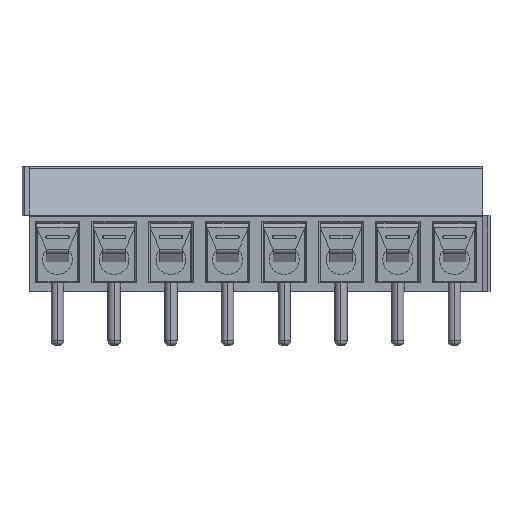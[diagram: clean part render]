
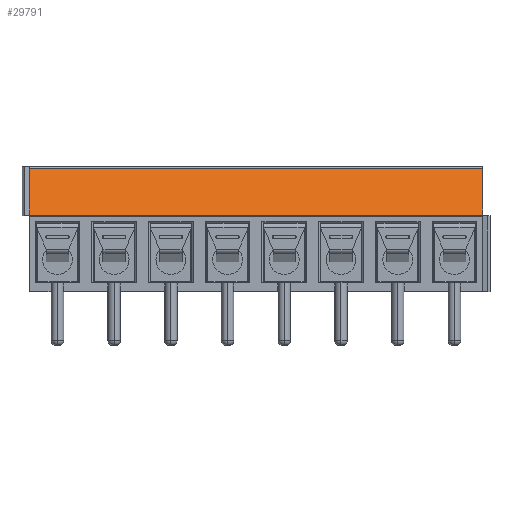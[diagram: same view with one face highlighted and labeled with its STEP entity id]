
A CAD part, top view. The second image highlights one B-rep face of the part: STEP entity #29791.
In plain terms, the highlighted planar face has unit normal (0, 0.407, 0.913).
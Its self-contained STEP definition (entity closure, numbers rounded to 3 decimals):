
#570 = VECTOR ( 'NONE', #24697, 1000. ) ;
#1505 = DIRECTION ( 'NONE',  ( 0., -0.914, 0.407 ) ) ;
#1995 = ORIENTED_EDGE ( 'NONE', *, *, #3625, .T. ) ;
#2121 = EDGE_LOOP ( 'NONE', ( #26221, #10872, #10501, #1995 ) ) ;
#3625 = EDGE_CURVE ( 'NONE', #27809, #6790, #39526, .T. ) ;
#4438 = LINE ( 'NONE', #6800, #21880 ) ;
#4656 = VECTOR ( 'NONE', #39505, 1000. ) ;
#6790 = VERTEX_POINT ( 'NONE', #31432 ) ;
#6800 = CARTESIAN_POINT ( 'NONE',  ( 30.48, 0.939, 3.483 ) ) ;
#7822 = DIRECTION ( 'NONE',  ( 0., 0.914, -0.407 ) ) ;
#9786 = VECTOR ( 'NONE', #1505, 1000. ) ;
#10501 = ORIENTED_EDGE ( 'NONE', *, *, #18479, .F. ) ;
#10872 = ORIENTED_EDGE ( 'NONE', *, *, #20120, .T. ) ;
#14507 = CARTESIAN_POINT ( 'NONE',  ( 30.48, 4.2, 2.031 ) ) ;
#16246 = FACE_OUTER_BOUND ( 'NONE', #2121, .T. ) ;
#18479 = EDGE_CURVE ( 'NONE', #27809, #36248, #36009, .T. ) ;
#20120 = EDGE_CURVE ( 'NONE', #35701, #36248, #4438, .T. ) ;
#21386 = CARTESIAN_POINT ( 'NONE',  ( 0., 4.2, 2.031 ) ) ;
#21880 = VECTOR ( 'NONE', #29796, 1000. ) ;
#22456 = CARTESIAN_POINT ( 'NONE',  ( 0., 0.939, 3.483 ) ) ;
#24697 = DIRECTION ( 'NONE',  ( 0., -0.914, 0.407 ) ) ;
#24979 = AXIS2_PLACEMENT_3D ( 'NONE', #37272, #27563, #7822 ) ;
#25164 = CARTESIAN_POINT ( 'NONE',  ( 30.48, 0.939, 3.483 ) ) ;
#26221 = ORIENTED_EDGE ( 'NONE', *, *, #34880, .T. ) ;
#26758 = LINE ( 'NONE', #21386, #570 ) ;
#27563 = DIRECTION ( 'NONE',  ( 0., -0.407, -0.914 ) ) ;
#27809 = VERTEX_POINT ( 'NONE', #36277 ) ;
#29791 = ADVANCED_FACE ( 'NONE', ( #16246 ), #33993, .F. ) ;
#29796 = DIRECTION ( 'NONE',  ( 1., 0., 0. ) ) ;
#31432 = CARTESIAN_POINT ( 'NONE',  ( 0., 4.081, 2.084 ) ) ;
#33993 = PLANE ( 'NONE',  #24979 ) ;
#34880 = EDGE_CURVE ( 'NONE', #6790, #35701, #26758, .T. ) ;
#35701 = VERTEX_POINT ( 'NONE', #22456 ) ;
#36009 = LINE ( 'NONE', #14507, #9786 ) ;
#36248 = VERTEX_POINT ( 'NONE', #25164 ) ;
#36277 = CARTESIAN_POINT ( 'NONE',  ( 30.48, 4.081, 2.084 ) ) ;
#36281 = CARTESIAN_POINT ( 'NONE',  ( 30.48, 4.081, 2.084 ) ) ;
#37272 = CARTESIAN_POINT ( 'NONE',  ( 30.48, 4.2, 2.031 ) ) ;
#39505 = DIRECTION ( 'NONE',  ( -1., 0., 0. ) ) ;
#39526 = LINE ( 'NONE', #36281, #4656 ) ;
